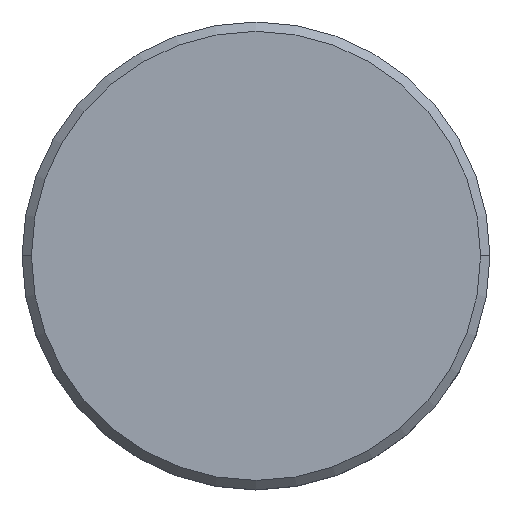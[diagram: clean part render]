
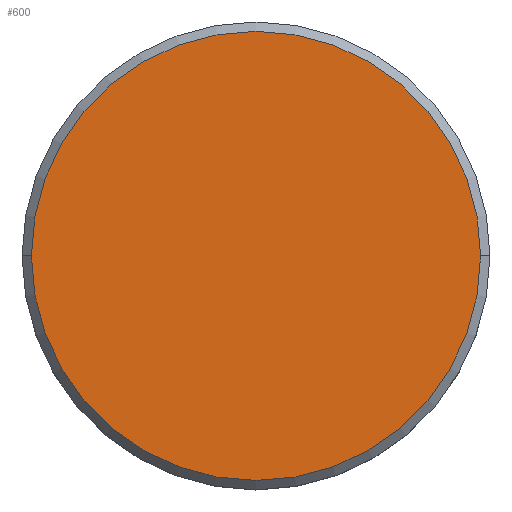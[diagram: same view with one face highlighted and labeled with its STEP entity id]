
A CAD part, top view. The second image highlights one B-rep face of the part: STEP entity #600.
In plain terms, the highlighted planar face has unit normal (0, 0, 1).
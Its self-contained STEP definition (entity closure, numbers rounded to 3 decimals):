
#117 = ORIENTED_EDGE ( 'NONE', *, *, #568, .T. ) ;
#261 = CIRCLE ( 'NONE', #917, 12. ) ;
#352 = FACE_OUTER_BOUND ( 'NONE', #953, .T. ) ;
#439 = DIRECTION ( 'NONE',  ( 1., 0., 0. ) ) ;
#473 = AXIS2_PLACEMENT_3D ( 'NONE', #542, #905, #439 ) ;
#542 = CARTESIAN_POINT ( 'NONE',  ( 0., 0., 0. ) ) ;
#568 = EDGE_CURVE ( 'NONE', #958, #951, #1175, .T. ) ;
#600 = ADVANCED_FACE ( 'NONE', ( #352 ), #709, .T. ) ;
#615 = DIRECTION ( 'NONE',  ( 0., 0., 1. ) ) ;
#673 = DIRECTION ( 'NONE',  ( 1., 0., 0. ) ) ;
#709 = PLANE ( 'NONE',  #1018 ) ;
#828 = CARTESIAN_POINT ( 'NONE',  ( -12., 0., 0. ) ) ;
#830 = EDGE_CURVE ( 'NONE', #951, #958, #261, .T. ) ;
#905 = DIRECTION ( 'NONE',  ( 0., 0., 1. ) ) ;
#914 = CARTESIAN_POINT ( 'NONE',  ( 12., 0., 0. ) ) ;
#917 = AXIS2_PLACEMENT_3D ( 'NONE', #1028, #1118, #673 ) ;
#951 = VERTEX_POINT ( 'NONE', #828 ) ;
#953 = EDGE_LOOP ( 'NONE', ( #1026, #117 ) ) ;
#958 = VERTEX_POINT ( 'NONE', #914 ) ;
#980 = DIRECTION ( 'NONE',  ( 1., 0., 0. ) ) ;
#1018 = AXIS2_PLACEMENT_3D ( 'NONE', #1070, #615, #980 ) ;
#1026 = ORIENTED_EDGE ( 'NONE', *, *, #830, .T. ) ;
#1028 = CARTESIAN_POINT ( 'NONE',  ( 0., 0., 0. ) ) ;
#1070 = CARTESIAN_POINT ( 'NONE',  ( 0., 0., 0. ) ) ;
#1118 = DIRECTION ( 'NONE',  ( 0., 0., 1. ) ) ;
#1175 = CIRCLE ( 'NONE', #473, 12. ) ;
